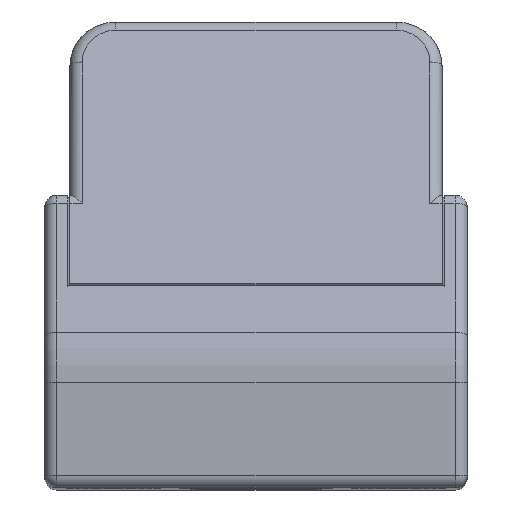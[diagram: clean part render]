
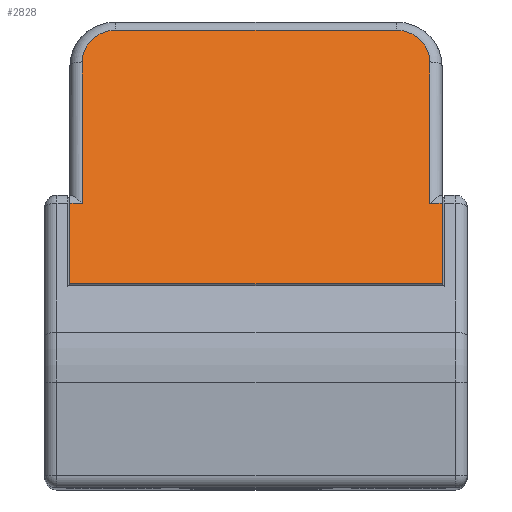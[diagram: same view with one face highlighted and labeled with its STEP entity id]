
A CAD part, top view. The second image highlights one B-rep face of the part: STEP entity #2828.
In plain terms, the highlighted planar face has unit normal (0, 0.327, 0.945).
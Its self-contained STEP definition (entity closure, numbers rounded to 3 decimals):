
#120 = CARTESIAN_POINT ( 'NONE',  ( -21.433, 20.435, 0.035 ) ) ;
#169 = EDGE_CURVE ( 'NONE', #21525, #15369, #22312, .T. ) ;
#370 = EDGE_CURVE ( 'NONE', #5316, #18303, #16505, .T. ) ;
#834 = CARTESIAN_POINT ( 'NONE',  ( 21.35, 20.435, 0.035 ) ) ;
#1330 = CARTESIAN_POINT ( 'NONE',  ( 23.55, 8.663, 4.105 ) ) ;
#1384 = AXIS2_PLACEMENT_3D ( 'NONE', #5595, #1524, #12138 ) ;
#1524 = DIRECTION ( 'NONE',  ( 0., 0.327, 0.945 ) ) ;
#2199 = EDGE_CURVE ( 'NONE', #25223, #17567, #12446, .T. ) ;
#2828 = ADVANCED_FACE ( 'NONE', ( #18329 ), #24592, .T. ) ;
#3268 = ORIENTED_EDGE ( 'NONE', *, *, #18792, .T. ) ;
#3279 = VECTOR ( 'NONE', #26128, 1000. ) ;
#3727 = CARTESIAN_POINT ( 'NONE',  ( 3., 20.435, 0.035 ) ) ;
#4035 = LINE ( 'NONE', #1330, #12480 ) ;
#4871 = DIRECTION ( 'NONE',  ( 0., 0.327, 0.945 ) ) ;
#5183 = ORIENTED_EDGE ( 'NONE', *, *, #370, .T. ) ;
#5316 = VERTEX_POINT ( 'NONE', #3727 ) ;
#5346 = ORIENTED_EDGE ( 'NONE', *, *, #13884, .F. ) ;
#5595 = CARTESIAN_POINT ( 'NONE',  ( 21.35, 18.356, 0.754 ) ) ;
#5825 = DIRECTION ( 'NONE',  ( 0., 0.327, 0.945 ) ) ;
#6106 = ORIENTED_EDGE ( 'NONE', *, *, #24137, .T. ) ;
#6537 = EDGE_CURVE ( 'NONE', #21525, #17567, #15537, .T. ) ;
#6581 = ORIENTED_EDGE ( 'NONE', *, *, #9782, .T. ) ;
#7127 = VERTEX_POINT ( 'NONE', #21049 ) ;
#8360 = VERTEX_POINT ( 'NONE', #10506 ) ;
#8439 = VECTOR ( 'NONE', #18290, 1000. ) ;
#8855 = ORIENTED_EDGE ( 'NONE', *, *, #6537, .F. ) ;
#9226 = AXIS2_PLACEMENT_3D ( 'NONE', #22012, #5825, #11695 ) ;
#9292 = CARTESIAN_POINT ( 'NONE',  ( 0., 3.846, 5.77 ) ) ;
#9572 = CARTESIAN_POINT ( 'NONE',  ( 0., 9.094, 3.956 ) ) ;
#9782 = EDGE_CURVE ( 'NONE', #24791, #5316, #24893, .T. ) ;
#9937 = CARTESIAN_POINT ( 'NONE',  ( -21.433, 3.846, 5.77 ) ) ;
#10259 = DIRECTION ( 'NONE',  ( 0., 0.945, -0.327 ) ) ;
#10506 = CARTESIAN_POINT ( 'NONE',  ( 23.55, 18.356, 0.754 ) ) ;
#11695 = DIRECTION ( 'NONE',  ( 0., -0.945, 0.327 ) ) ;
#12138 = DIRECTION ( 'NONE',  ( 0., -0.945, 0.327 ) ) ;
#12301 = LINE ( 'NONE', #20458, #22605 ) ;
#12446 = LINE ( 'NONE', #24690, #8439 ) ;
#12480 = VECTOR ( 'NONE', #20096, 1000. ) ;
#13230 = CARTESIAN_POINT ( 'NONE',  ( 24.35, 9.094, 3.956 ) ) ;
#13339 = EDGE_CURVE ( 'NONE', #7127, #8360, #4035, .T. ) ;
#13884 = EDGE_CURVE ( 'NONE', #25223, #18303, #14866, .T. ) ;
#13918 = CARTESIAN_POINT ( 'NONE',  ( 0., 2.192, 6.342 ) ) ;
#14058 = EDGE_CURVE ( 'NONE', #15515, #15369, #26258, .T. ) ;
#14218 = VECTOR ( 'NONE', #26013, 1000. ) ;
#14686 = DIRECTION ( 'NONE',  ( -1., 0., 0. ) ) ;
#14831 = ORIENTED_EDGE ( 'NONE', *, *, #169, .T. ) ;
#14866 = LINE ( 'NONE', #19070, #24624 ) ;
#15073 = CARTESIAN_POINT ( 'NONE',  ( 3., 18.356, 0.754 ) ) ;
#15216 = DIRECTION ( 'NONE',  ( 0., -0.945, 0.327 ) ) ;
#15369 = VERTEX_POINT ( 'NONE', #24927 ) ;
#15515 = VERTEX_POINT ( 'NONE', #13230 ) ;
#15537 = LINE ( 'NONE', #13918, #14218 ) ;
#15697 = EDGE_LOOP ( 'NONE', ( #5346, #24480, #8855, #14831, #24022, #3268, #20095, #6106, #6581, #5183 ) ) ;
#16505 = CIRCLE ( 'NONE', #23447, 2.2 ) ;
#17567 = VERTEX_POINT ( 'NONE', #9572 ) ;
#18290 = DIRECTION ( 'NONE',  ( -1., 0., 0. ) ) ;
#18303 = VERTEX_POINT ( 'NONE', #23740 ) ;
#18329 = FACE_OUTER_BOUND ( 'NONE', #15697, .T. ) ;
#18459 = CARTESIAN_POINT ( 'NONE',  ( 0.8, 9.094, 3.956 ) ) ;
#18792 = EDGE_CURVE ( 'NONE', #15515, #7127, #12301, .T. ) ;
#19070 = CARTESIAN_POINT ( 'NONE',  ( 0.8, 8.663, 4.105 ) ) ;
#19343 = VECTOR ( 'NONE', #26539, 1000. ) ;
#19591 = CARTESIAN_POINT ( 'NONE',  ( 24.35, 2.192, 6.342 ) ) ;
#20095 = ORIENTED_EDGE ( 'NONE', *, *, #13339, .T. ) ;
#20096 = DIRECTION ( 'NONE',  ( 0., 0.945, -0.327 ) ) ;
#20458 = CARTESIAN_POINT ( 'NONE',  ( 23.55, 9.094, 3.956 ) ) ;
#20978 = DIRECTION ( 'NONE',  ( -1., 0., 0. ) ) ;
#21049 = CARTESIAN_POINT ( 'NONE',  ( 23.55, 9.094, 3.956 ) ) ;
#21525 = VERTEX_POINT ( 'NONE', #9292 ) ;
#21821 = VECTOR ( 'NONE', #14686, 1000. ) ;
#22012 = CARTESIAN_POINT ( 'NONE',  ( -21.433, 2.192, 6.342 ) ) ;
#22312 = LINE ( 'NONE', #9937, #19343 ) ;
#22605 = VECTOR ( 'NONE', #20978, 1000. ) ;
#23447 = AXIS2_PLACEMENT_3D ( 'NONE', #15073, #4871, #15216 ) ;
#23740 = CARTESIAN_POINT ( 'NONE',  ( 0.8, 18.356, 0.754 ) ) ;
#23956 = CIRCLE ( 'NONE', #1384, 2.2 ) ;
#24022 = ORIENTED_EDGE ( 'NONE', *, *, #14058, .F. ) ;
#24137 = EDGE_CURVE ( 'NONE', #8360, #24791, #23956, .T. ) ;
#24480 = ORIENTED_EDGE ( 'NONE', *, *, #2199, .T. ) ;
#24592 = PLANE ( 'NONE',  #9226 ) ;
#24624 = VECTOR ( 'NONE', #10259, 1000. ) ;
#24690 = CARTESIAN_POINT ( 'NONE',  ( 0., 9.094, 3.956 ) ) ;
#24791 = VERTEX_POINT ( 'NONE', #834 ) ;
#24893 = LINE ( 'NONE', #120, #21821 ) ;
#24927 = CARTESIAN_POINT ( 'NONE',  ( 24.35, 3.846, 5.77 ) ) ;
#25223 = VERTEX_POINT ( 'NONE', #18459 ) ;
#26013 = DIRECTION ( 'NONE',  ( 0., 0.945, -0.327 ) ) ;
#26128 = DIRECTION ( 'NONE',  ( 0., -0.945, 0.327 ) ) ;
#26258 = LINE ( 'NONE', #19591, #3279 ) ;
#26539 = DIRECTION ( 'NONE',  ( 1., 0., 0. ) ) ;
